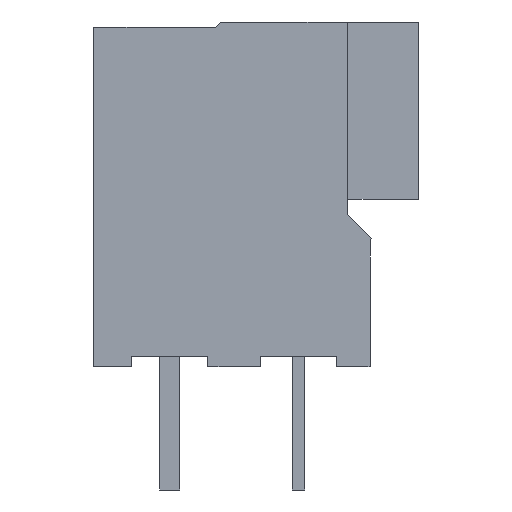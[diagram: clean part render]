
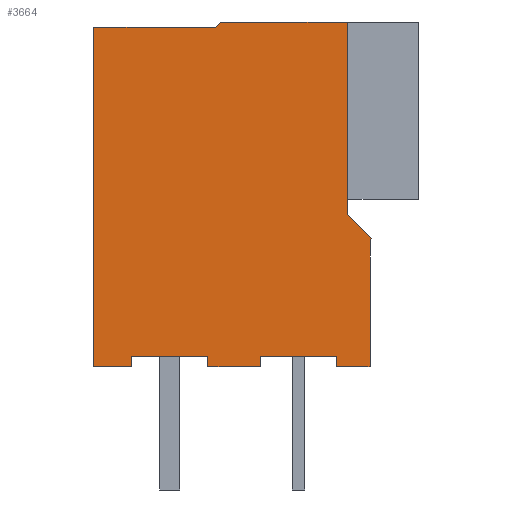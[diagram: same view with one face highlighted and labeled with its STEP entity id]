
A CAD part, left-side view. The second image highlights one B-rep face of the part: STEP entity #3664.
In plain terms, the highlighted planar face has unit normal (-1, 0, 0).
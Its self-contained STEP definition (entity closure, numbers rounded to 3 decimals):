
#482=DIRECTION('',(0.,-1.,0.));
#483=VECTOR('',#482,5.);
#484=CARTESIAN_POINT('',(-3.,0.,13.6));
#485=LINE('',#484,#483);
#586=DIRECTION('',(0.,0.,1.));
#587=VECTOR('',#586,7.6);
#588=CARTESIAN_POINT('',(-3.,-5.,6.));
#589=LINE('',#588,#587);
#694=DIRECTION('',(0.,0.,1.));
#695=VECTOR('',#694,0.4);
#696=CARTESIAN_POINT('',(-3.,3.5,0.));
#697=LINE('',#696,#695);
#698=DIRECTION('',(0.,1.,0.));
#699=VECTOR('',#698,1.5);
#700=CARTESIAN_POINT('',(-3.,3.5,0.));
#701=LINE('',#700,#699);
#702=DIRECTION('',(0.,0.,1.));
#703=VECTOR('',#702,13.4);
#704=CARTESIAN_POINT('',(-3.,5.,0.));
#705=LINE('',#704,#703);
#706=DIRECTION('',(0.,-1.,0.));
#707=VECTOR('',#706,4.8);
#708=CARTESIAN_POINT('',(-3.,5.,13.4));
#709=LINE('',#708,#707);
#710=DIRECTION('',(0.,-0.707,0.707));
#711=VECTOR('',#710,0.283);
#712=CARTESIAN_POINT('',(-3.,0.2,13.4));
#713=LINE('',#712,#711);
#714=DIRECTION('',(0.,-0.707,-0.707));
#715=VECTOR('',#714,1.344);
#716=CARTESIAN_POINT('',(-3.,-5.,6.));
#717=LINE('',#716,#715);
#718=DIRECTION('',(0.,0.707,-0.707));
#719=VECTOR('',#718,0.071);
#720=CARTESIAN_POINT('',(-3.,-5.95,5.05));
#721=LINE('',#720,#719);
#722=DIRECTION('',(0.,0.,-1.));
#723=VECTOR('',#722,5.);
#724=CARTESIAN_POINT('',(-3.,-5.9,5.));
#725=LINE('',#724,#723);
#726=DIRECTION('',(0.,1.,0.));
#727=VECTOR('',#726,1.32);
#728=CARTESIAN_POINT('',(-3.,-5.9,0.));
#729=LINE('',#728,#727);
#730=DIRECTION('',(0.,0.,1.));
#731=VECTOR('',#730,0.4);
#732=CARTESIAN_POINT('',(-3.,-4.58,0.));
#733=LINE('',#732,#731);
#734=DIRECTION('',(0.,-1.,0.));
#735=VECTOR('',#734,3.);
#736=CARTESIAN_POINT('',(-3.,-1.58,0.4));
#737=LINE('',#736,#735);
#738=DIRECTION('',(0.,0.,1.));
#739=VECTOR('',#738,0.4);
#740=CARTESIAN_POINT('',(-3.,-1.58,0.));
#741=LINE('',#740,#739);
#742=DIRECTION('',(0.,1.,0.));
#743=VECTOR('',#742,2.08);
#744=CARTESIAN_POINT('',(-3.,-1.58,0.));
#745=LINE('',#744,#743);
#746=DIRECTION('',(0.,0.,1.));
#747=VECTOR('',#746,0.4);
#748=CARTESIAN_POINT('',(-3.,0.5,0.));
#749=LINE('',#748,#747);
#750=DIRECTION('',(0.,-1.,0.));
#751=VECTOR('',#750,3.);
#752=CARTESIAN_POINT('',(-3.,3.5,0.4));
#753=LINE('',#752,#751);
#2234=CARTESIAN_POINT('',(-3.,5.,0.));
#2235=CARTESIAN_POINT('',(-3.,5.,13.4));
#2236=VERTEX_POINT('',#2234);
#2237=VERTEX_POINT('',#2235);
#2238=CARTESIAN_POINT('',(-3.,0.2,13.4));
#2239=VERTEX_POINT('',#2238);
#2240=CARTESIAN_POINT('',(-3.,0.,13.6));
#2241=CARTESIAN_POINT('',(-3.,-5.,13.6));
#2242=VERTEX_POINT('',#2240);
#2243=VERTEX_POINT('',#2241);
#2244=CARTESIAN_POINT('',(-3.,-5.95,5.05));
#2245=CARTESIAN_POINT('',(-3.,-5.9,5.));
#2246=VERTEX_POINT('',#2244);
#2247=VERTEX_POINT('',#2245);
#2248=CARTESIAN_POINT('',(-3.,-5.9,0.));
#2249=VERTEX_POINT('',#2248);
#2250=CARTESIAN_POINT('',(-3.,-5.,6.));
#2251=VERTEX_POINT('',#2250);
#2324=CARTESIAN_POINT('',(-3.,3.5,0.));
#2325=CARTESIAN_POINT('',(-3.,3.5,0.4));
#2326=VERTEX_POINT('',#2324);
#2327=VERTEX_POINT('',#2325);
#2328=CARTESIAN_POINT('',(-3.,0.5,0.4));
#2329=VERTEX_POINT('',#2328);
#2330=CARTESIAN_POINT('',(-3.,0.5,0.));
#2331=VERTEX_POINT('',#2330);
#2332=CARTESIAN_POINT('',(-3.,-1.58,0.));
#2333=CARTESIAN_POINT('',(-3.,-1.58,0.4));
#2334=VERTEX_POINT('',#2332);
#2335=VERTEX_POINT('',#2333);
#2336=CARTESIAN_POINT('',(-3.,-4.58,0.4));
#2337=VERTEX_POINT('',#2336);
#2338=CARTESIAN_POINT('',(-3.,-4.58,0.));
#2339=VERTEX_POINT('',#2338);
#3631=CARTESIAN_POINT('',(-3.,0.,0.));
#3632=DIRECTION('',(-1.,0.,0.));
#3633=DIRECTION('',(0.,-1.,0.));
#3634=AXIS2_PLACEMENT_3D('',#3631,#3632,#3633);
#3635=PLANE('',#3634);
#3637=ORIENTED_EDGE('',*,*,#3636,.F.);
#3638=ORIENTED_EDGE('',*,*,#2969,.T.);
#3640=ORIENTED_EDGE('',*,*,#3639,.T.);
#3642=ORIENTED_EDGE('',*,*,#3641,.T.);
#3644=ORIENTED_EDGE('',*,*,#3643,.T.);
#3645=ORIENTED_EDGE('',*,*,#3355,.T.);
#3646=ORIENTED_EDGE('',*,*,#3468,.F.);
#3647=ORIENTED_EDGE('',*,*,#3016,.T.);
#3648=ORIENTED_EDGE('',*,*,#2999,.T.);
#3649=ORIENTED_EDGE('',*,*,#2984,.T.);
#3650=ORIENTED_EDGE('',*,*,#2937,.T.);
#3652=ORIENTED_EDGE('',*,*,#3651,.T.);
#3654=ORIENTED_EDGE('',*,*,#3653,.F.);
#3656=ORIENTED_EDGE('',*,*,#3655,.F.);
#3657=ORIENTED_EDGE('',*,*,#2953,.T.);
#3659=ORIENTED_EDGE('',*,*,#3658,.T.);
#3661=ORIENTED_EDGE('',*,*,#3660,.F.);
#3662=EDGE_LOOP('',(#3637,#3638,#3640,#3642,#3644,#3645,#3646,#3647,#3648,#3649,
#3650,#3652,#3654,#3656,#3657,#3659,#3661));
#3663=FACE_OUTER_BOUND('',#3662,.F.);
#2937=EDGE_CURVE('',#2249,#2339,#729,.T.);
#2953=EDGE_CURVE('',#2334,#2331,#745,.T.);
#2969=EDGE_CURVE('',#2326,#2236,#701,.T.);
#2984=EDGE_CURVE('',#2247,#2249,#725,.T.);
#2999=EDGE_CURVE('',#2246,#2247,#721,.T.);
#3016=EDGE_CURVE('',#2251,#2246,#717,.T.);
#3355=EDGE_CURVE('',#2242,#2243,#485,.T.);
#3468=EDGE_CURVE('',#2251,#2243,#589,.T.);
#3636=EDGE_CURVE('',#2326,#2327,#697,.T.);
#3639=EDGE_CURVE('',#2236,#2237,#705,.T.);
#3641=EDGE_CURVE('',#2237,#2239,#709,.T.);
#3643=EDGE_CURVE('',#2239,#2242,#713,.T.);
#3651=EDGE_CURVE('',#2339,#2337,#733,.T.);
#3653=EDGE_CURVE('',#2335,#2337,#737,.T.);
#3655=EDGE_CURVE('',#2334,#2335,#741,.T.);
#3658=EDGE_CURVE('',#2331,#2329,#749,.T.);
#3660=EDGE_CURVE('',#2327,#2329,#753,.T.);
#3664=ADVANCED_FACE('',(#3663),#3635,.T.);
